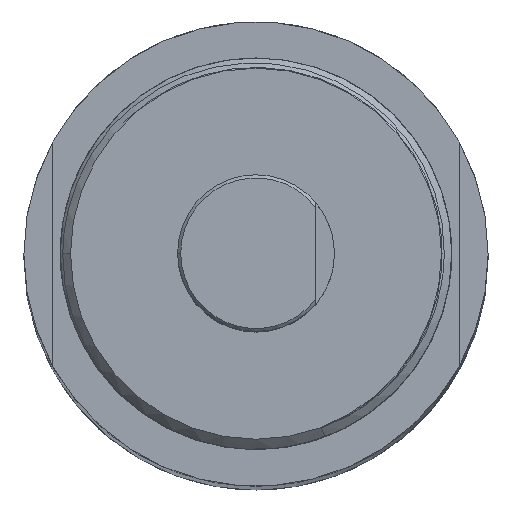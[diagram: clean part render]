
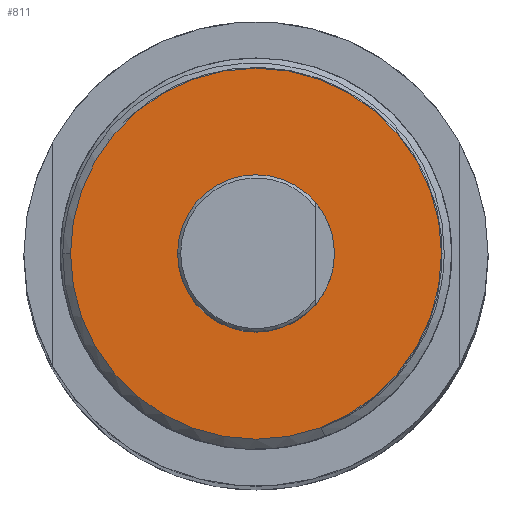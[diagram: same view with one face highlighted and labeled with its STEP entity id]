
A CAD part, top view. The second image highlights one B-rep face of the part: STEP entity #811.
In plain terms, the highlighted planar face has unit normal (0, 0, 1).
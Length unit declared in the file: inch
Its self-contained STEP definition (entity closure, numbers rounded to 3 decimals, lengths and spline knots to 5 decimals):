
#142 = EDGE_CURVE ( 'NONE', #143, #144, #1387, .T. ) ;
#143 = VERTEX_POINT ( 'NONE', #1378 ) ;
#144 = VERTEX_POINT ( 'NONE', #1377 ) ;
#245 = VERTEX_POINT ( 'NONE', #1689 ) ;
#247 = EDGE_CURVE ( 'NONE', #248, #245, #1688, .T. ) ;
#248 = VERTEX_POINT ( 'NONE', #1683 ) ;
#811 = ADVANCED_FACE ( 'NONE', ( #3198, #3197 ), #3196, .F. ) ;
#812 = EDGE_LOOP ( 'NONE', ( #813, #814 ) ) ;
#813 = ORIENTED_EDGE ( 'NONE', *, *, #142, .F. ) ;
#814 = ORIENTED_EDGE ( 'NONE', *, *, #815, .F. ) ;
#815 = EDGE_CURVE ( 'NONE', #144, #143, #3191, .T. ) ;
#816 = EDGE_LOOP ( 'NONE', ( #873, #874 ) ) ;
#873 = ORIENTED_EDGE ( 'NONE', *, *, #247, .T. ) ;
#874 = ORIENTED_EDGE ( 'NONE', *, *, #890, .T. ) ;
#890 = EDGE_CURVE ( 'NONE', #245, #248, #3974, .T. ) ;
#1377 = CARTESIAN_POINT ( 'NONE',  ( 0.29571, 0., 0.28 ) ) ;
#1378 = CARTESIAN_POINT ( 'NONE',  ( -0.29571, 0., 0.28 ) ) ;
#1379 = DIRECTION ( 'NONE',  ( -1., 0., 0. ) ) ;
#1380 = DIRECTION ( 'NONE',  ( 0., 0., -1. ) ) ;
#1381 = CARTESIAN_POINT ( 'NONE',  ( 0., 0., 0.28 ) ) ;
#1382 = AXIS2_PLACEMENT_3D ( 'NONE', #1381, #1380, #1379 ) ;
#1387 = CIRCLE ( 'NONE', #1382, 0.29571 ) ;
#1683 = CARTESIAN_POINT ( 'NONE',  ( -0.125, 0., 0.28 ) ) ;
#1684 = DIRECTION ( 'NONE',  ( -1., 0., 0. ) ) ;
#1685 = DIRECTION ( 'NONE',  ( 0., 0., -1. ) ) ;
#1686 = CARTESIAN_POINT ( 'NONE',  ( 0., 0., 0.28 ) ) ;
#1687 = AXIS2_PLACEMENT_3D ( 'NONE', #1686, #1685, #1684 ) ;
#1688 = CIRCLE ( 'NONE', #1687, 0.125 ) ;
#1689 = CARTESIAN_POINT ( 'NONE',  ( 0.125, 0., 0.28 ) ) ;
#3187 = DIRECTION ( 'NONE',  ( -1., 0., 0. ) ) ;
#3188 = DIRECTION ( 'NONE',  ( 0., 0., -1. ) ) ;
#3189 = CARTESIAN_POINT ( 'NONE',  ( 0., 0., 0.28 ) ) ;
#3190 = AXIS2_PLACEMENT_3D ( 'NONE', #3189, #3188, #3187 ) ;
#3191 = CIRCLE ( 'NONE', #3190, 0.29571 ) ;
#3192 = DIRECTION ( 'NONE',  ( -1., 0., 0. ) ) ;
#3193 = DIRECTION ( 'NONE',  ( 0., 0., -1. ) ) ;
#3194 = CARTESIAN_POINT ( 'NONE',  ( 0.3125, 0., 0.28 ) ) ;
#3195 = AXIS2_PLACEMENT_3D ( 'NONE', #3194, #3193, #3192 ) ;
#3196 = PLANE ( 'NONE',  #3195 ) ;
#3197 = FACE_BOUND ( 'NONE', #816, .T. ) ;
#3198 = FACE_OUTER_BOUND ( 'NONE', #812, .T. ) ;
#3971 = DIRECTION ( 'NONE',  ( -1., 0., 0. ) ) ;
#3972 = DIRECTION ( 'NONE',  ( 0., 0., -1. ) ) ;
#3973 = AXIS2_PLACEMENT_3D ( 'NONE', #3980, #3972, #3971 ) ;
#3974 = CIRCLE ( 'NONE', #3973, 0.125 ) ;
#3980 = CARTESIAN_POINT ( 'NONE',  ( 0., 0., 0.28 ) ) ;
